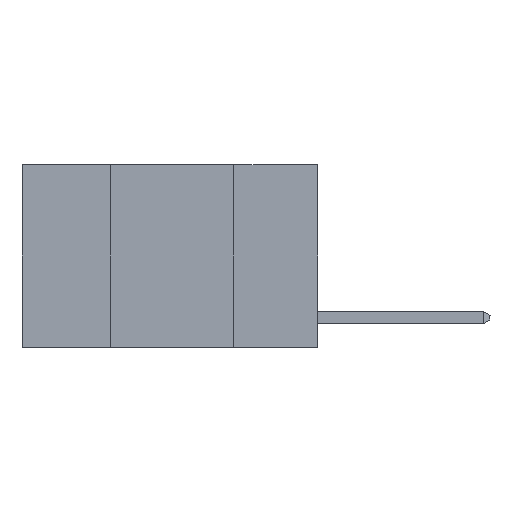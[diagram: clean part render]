
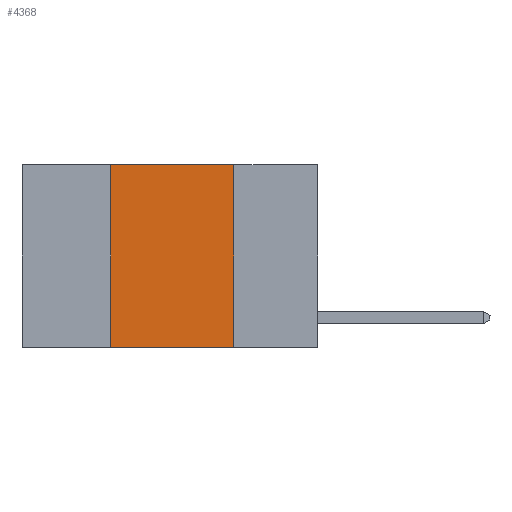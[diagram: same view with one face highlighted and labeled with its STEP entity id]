
A CAD part, left-side view. The second image highlights one B-rep face of the part: STEP entity #4368.
In plain terms, the highlighted planar face has unit normal (-1, 0, 0).
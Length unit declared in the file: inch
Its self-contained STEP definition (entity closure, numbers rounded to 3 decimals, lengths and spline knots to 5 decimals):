
#1080 = VECTOR ( 'NONE', #7087, 39.37008 ) ;
#1114 = LINE ( 'NONE', #3856, #1080 ) ;
#1138 = AXIS2_PLACEMENT_3D ( 'NONE', #7264, #7211, #7198 ) ;
#1225 = FACE_OUTER_BOUND ( 'NONE', #5357, .T. ) ;
#1611 = DIRECTION ( 'NONE',  ( 0., -1., 0. ) ) ;
#1743 = DIRECTION ( 'NONE',  ( 0., 0., 1. ) ) ;
#1795 = ORIENTED_EDGE ( 'NONE', *, *, #6579, .F. ) ;
#2015 = DIRECTION ( 'NONE',  ( 0., 0., -1. ) ) ;
#2037 = CARTESIAN_POINT ( 'NONE',  ( 0., 0.6, -0.37 ) ) ;
#2092 = CARTESIAN_POINT ( 'NONE',  ( 0., 0.42, 0. ) ) ;
#2094 = CARTESIAN_POINT ( 'NONE',  ( 0., 0.17, 0. ) ) ;
#2450 = VECTOR ( 'NONE', #1743, 39.37008 ) ;
#2501 = LINE ( 'NONE', #2092, #2450 ) ;
#2543 = VECTOR ( 'NONE', #1611, 39.37008 ) ;
#2664 = ORIENTED_EDGE ( 'NONE', *, *, #6592, .T. ) ;
#2760 = LINE ( 'NONE', #2094, #3129 ) ;
#3129 = VECTOR ( 'NONE', #2015, 39.37008 ) ;
#3359 = CARTESIAN_POINT ( 'NONE',  ( 0., 0.42, 0. ) ) ;
#3404 = LINE ( 'NONE', #2037, #2543 ) ;
#3540 = VERTEX_POINT ( 'NONE', #4251 ) ;
#3560 = VERTEX_POINT ( 'NONE', #3774 ) ;
#3774 = CARTESIAN_POINT ( 'NONE',  ( 0., 0.42, -0.37 ) ) ;
#3856 = CARTESIAN_POINT ( 'NONE',  ( 0., 0.6, 0. ) ) ;
#3945 = VERTEX_POINT ( 'NONE', #8672 ) ;
#4251 = CARTESIAN_POINT ( 'NONE',  ( 0., 0.17, -0.37 ) ) ;
#4368 = ADVANCED_FACE ( 'NONE', ( #1225 ), #7301, .F. ) ;
#5357 = EDGE_LOOP ( 'NONE', ( #1795, #6923, #7647, #2664 ) ) ;
#5480 = EDGE_CURVE ( 'NONE', #5986, #3945, #1114, .T. ) ;
#5986 = VERTEX_POINT ( 'NONE', #3359 ) ;
#6579 = EDGE_CURVE ( 'NONE', #3945, #3540, #2760, .T. ) ;
#6588 = EDGE_CURVE ( 'NONE', #3560, #5986, #2501, .T. ) ;
#6592 = EDGE_CURVE ( 'NONE', #3560, #3540, #3404, .T. ) ;
#6923 = ORIENTED_EDGE ( 'NONE', *, *, #5480, .F. ) ;
#7087 = DIRECTION ( 'NONE',  ( 0., -1., 0. ) ) ;
#7198 = DIRECTION ( 'NONE',  ( 0., 0., -1. ) ) ;
#7211 = DIRECTION ( 'NONE',  ( 1., 0., 0. ) ) ;
#7264 = CARTESIAN_POINT ( 'NONE',  ( 0., 0.6, 0. ) ) ;
#7301 = PLANE ( 'NONE',  #1138 ) ;
#7647 = ORIENTED_EDGE ( 'NONE', *, *, #6588, .F. ) ;
#8672 = CARTESIAN_POINT ( 'NONE',  ( 0., 0.17, 0. ) ) ;
